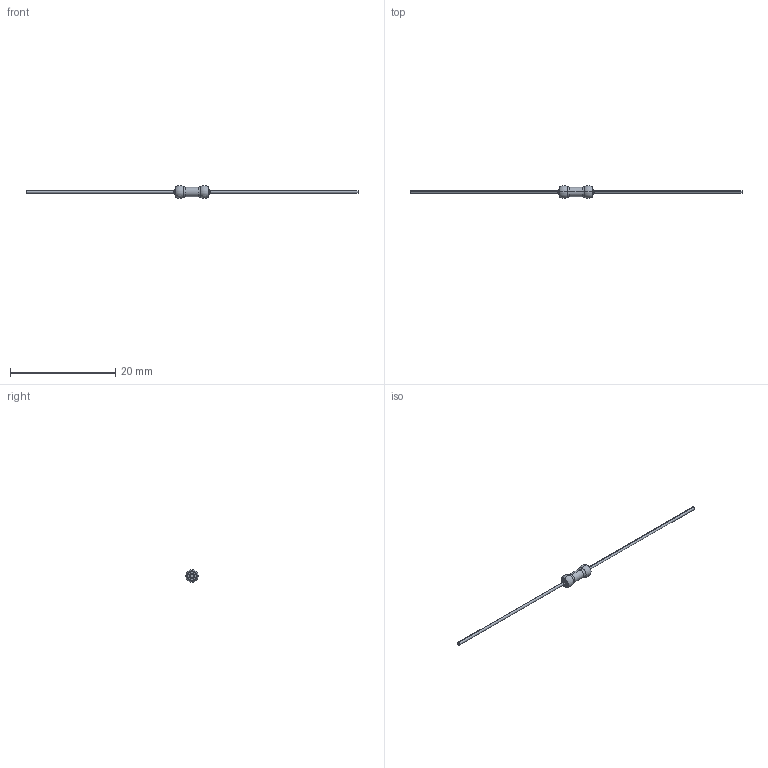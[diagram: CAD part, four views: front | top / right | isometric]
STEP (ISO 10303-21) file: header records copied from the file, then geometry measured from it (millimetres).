
FILE_DESCRIPTION (( 'STEP AP214' ), '1' );
FILE_NAME ('MFR-25FTE52-60K4.STEP', '2024-09-24T15:43:49', ( '' ), ( '' ), 'SwSTEP 2.0', 'SolidWorks 2024', '' );
FILE_SCHEMA (( 'AUTOMOTIVE_DESIGN' ));
Length unit declared in the file: millimetre
Products named in the file (1): MFR-25FTE52-60K4
Bounding box: 63.1 x 2.38 x 2.4 mm (x, y, z)
Volume: 34.1 mm3; surface area: 145.3 mm2
Topology: 3 solids, 3 shells, 34 faces, 62 edges, 36 vertices
Faces by surface type: torus 16, plane 8, cylinder 6, cone 4
Entity records: 1177 total; most frequent: DIRECTION 184, CARTESIAN_POINT 133, ORIENTED_EDGE 124, AXIS2_PLACEMENT_3D 87, EDGE_CURVE 62, CIRCLE 52, VERTEX_POINT 36, EDGE_LOOP 36
